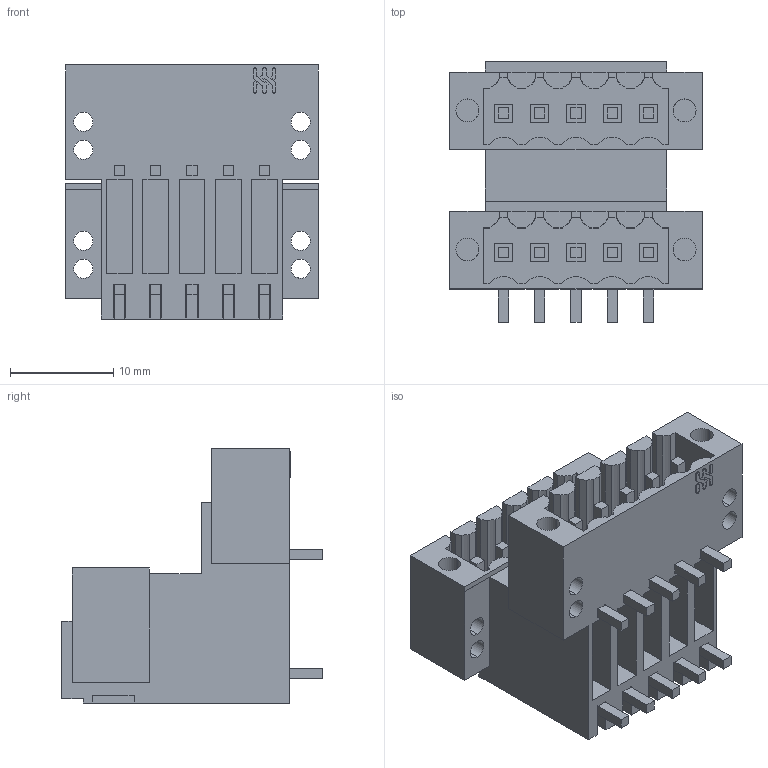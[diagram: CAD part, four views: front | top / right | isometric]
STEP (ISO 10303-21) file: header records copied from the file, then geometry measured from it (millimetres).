
FILE_DESCRIPTION(('CATIA V5 STEP','CAx-IF Rec.Pracs.--- Model Styling and Organization---1.2---2011-12-15'),'2;1');
FILE_NAME ('D1458729_0_1890800000_1890800000.stp','2016-10-04T06:50:40+00:00',('none'),('Weidmueller'),'CATIA Version 5-6 Release 2014','CATIA V5 STEP AP214','none');
FILE_SCHEMA(('AUTOMOTIVE_DESIGN { 1 0 10303 214 1 1 1 1 }'));
Length unit declared in the file: millimetre
Products named in the file (1): 1890800000_S
Bounding box: 24.4 x 25.2 x 24.55 mm (x, y, z)
Volume: 4817.2 mm3; surface area: 6815.6 mm2
Topology: 11 solids, 11 shells, 707 faces, 2037 edges, 1364 vertices
Faces by surface type: plane 586, cylinder 101, extrusion 20
Entity records: 22612 total; most frequent: CARTESIAN_POINT 4910, ORIENTED_EDGE 4034, DIRECTION 2945, EDGE_CURVE 2017, VECTOR 1790, LINE 1770, VERTEX_POINT 1354, EDGE_LOOP 789
